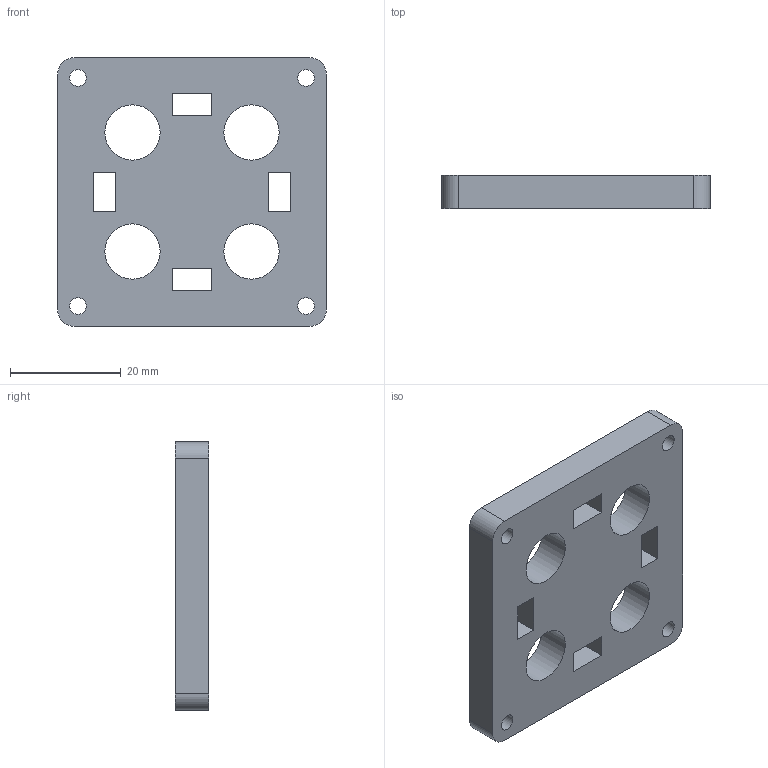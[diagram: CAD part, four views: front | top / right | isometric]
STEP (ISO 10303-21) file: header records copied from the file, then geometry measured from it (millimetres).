
FILE_DESCRIPTION (( 'STEP AP214' ), '1' );
FILE_NAME ('1061-A2P-B.STEP', '2013-05-15T14:43:50', ( '3DAssist' ), ( '' ), 'SwSTEP 2.0', 'SolidWorks 2013', '' );
FILE_SCHEMA (( 'AUTOMOTIVE_DESIGN' ));
Length unit declared in the file: millimetre
Products named in the file (1): 1061-A2P-B
Bounding box: 48.5 x 6 x 48.5 mm (x, y, z)
Volume: 11304.1 mm3; surface area: 6423.7 mm2
Topology: 1 solids, 1 shells, 34 faces, 98 edges, 66 vertices
Faces by surface type: plane 22, cylinder 12
Full cylindrical faces by diameter (mm): 3 x4, 10 x4
Entity records: 1146 total; most frequent: CARTESIAN_POINT 187, DIRECTION 182, ORIENTED_EDGE 176, EDGE_CURVE 88, EDGE_LOOP 66, VERTEX_POINT 64, VECTOR 64, LINE 64
